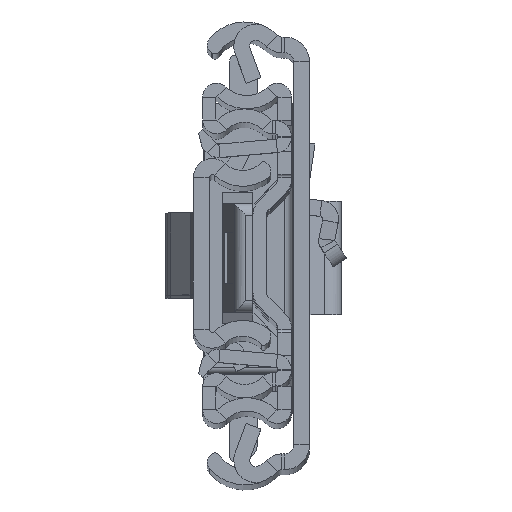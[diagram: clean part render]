
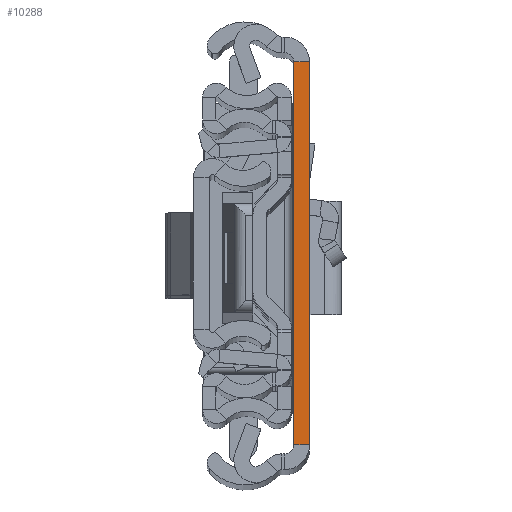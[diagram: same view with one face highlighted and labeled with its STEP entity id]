
A CAD part, top view. The second image highlights one B-rep face of the part: STEP entity #10288.
In plain terms, the highlighted planar face has unit normal (0, 0, 1).
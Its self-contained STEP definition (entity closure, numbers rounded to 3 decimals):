
#528 = CARTESIAN_POINT ( 'NONE',  ( 2.6, -31.5, 0. ) ) ;
#572 = EDGE_CURVE ( 'NONE', #11133, #2546, #5931, .T. ) ;
#597 = DIRECTION ( 'NONE',  ( 0., 1., 0. ) ) ;
#2546 = VERTEX_POINT ( 'NONE', #9532 ) ;
#4869 = DIRECTION ( 'NONE',  ( 1., 0., 0. ) ) ;
#5931 = LINE ( 'NONE', #528, #18364 ) ;
#6022 = ORIENTED_EDGE ( 'NONE', *, *, #6848, .F. ) ;
#6277 = FACE_OUTER_BOUND ( 'NONE', #8940, .T. ) ;
#6376 = PLANE ( 'NONE',  #12656 ) ;
#6848 = EDGE_CURVE ( 'NONE', #11133, #12688, #13806, .T. ) ;
#7005 = CARTESIAN_POINT ( 'NONE',  ( 0., -31.5, 0. ) ) ;
#7284 = VECTOR ( 'NONE', #4869, 1000. ) ;
#7597 = VECTOR ( 'NONE', #15323, 1000. ) ;
#8211 = ORIENTED_EDGE ( 'NONE', *, *, #10134, .T. ) ;
#8307 = CARTESIAN_POINT ( 'NONE',  ( 0., -31.5, 0. ) ) ;
#8727 = CARTESIAN_POINT ( 'NONE',  ( 0., 31.5, 0. ) ) ;
#8754 = VECTOR ( 'NONE', #9625, 1000. ) ;
#8940 = EDGE_LOOP ( 'NONE', ( #11175, #6022, #14493, #8211 ) ) ;
#8985 = DIRECTION ( 'NONE',  ( 1., 0., 0. ) ) ;
#9457 = CARTESIAN_POINT ( 'NONE',  ( 2.6, 31.5, 0. ) ) ;
#9532 = CARTESIAN_POINT ( 'NONE',  ( 2.6, -31.5, 0. ) ) ;
#9625 = DIRECTION ( 'NONE',  ( 0., 1., 0. ) ) ;
#9649 = CARTESIAN_POINT ( 'NONE',  ( 2.6, -31.5, 0. ) ) ;
#10134 = EDGE_CURVE ( 'NONE', #2546, #11062, #14010, .T. ) ;
#10288 = ADVANCED_FACE ( 'NONE', ( #6277 ), #6376, .F. ) ;
#11062 = VERTEX_POINT ( 'NONE', #9457 ) ;
#11133 = VERTEX_POINT ( 'NONE', #8307 ) ;
#11175 = ORIENTED_EDGE ( 'NONE', *, *, #14666, .F. ) ;
#11932 = LINE ( 'NONE', #17645, #7284 ) ;
#11950 = DIRECTION ( 'NONE',  ( 0., 0., -1. ) ) ;
#12656 = AXIS2_PLACEMENT_3D ( 'NONE', #15190, #11950, #597 ) ;
#12688 = VERTEX_POINT ( 'NONE', #8727 ) ;
#13806 = LINE ( 'NONE', #7005, #8754 ) ;
#14010 = LINE ( 'NONE', #9649, #7597 ) ;
#14493 = ORIENTED_EDGE ( 'NONE', *, *, #572, .T. ) ;
#14666 = EDGE_CURVE ( 'NONE', #12688, #11062, #11932, .T. ) ;
#15190 = CARTESIAN_POINT ( 'NONE',  ( 2.6, -31.5, 0. ) ) ;
#15323 = DIRECTION ( 'NONE',  ( 0., 1., 0. ) ) ;
#17645 = CARTESIAN_POINT ( 'NONE',  ( 2.6, 31.5, 0. ) ) ;
#18364 = VECTOR ( 'NONE', #8985, 1000. ) ;
